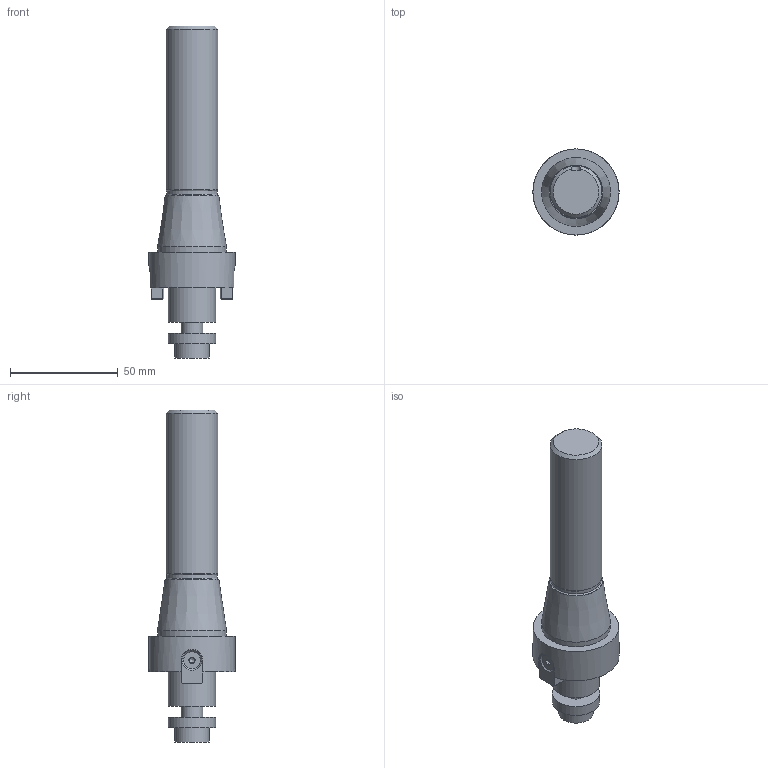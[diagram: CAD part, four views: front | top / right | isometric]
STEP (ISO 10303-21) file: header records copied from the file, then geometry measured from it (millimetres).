
FILE_DESCRIPTION(/* description */ ('3-D model version:1'),/* implementation_level */ '2;1');
FILE_NAME(/* name */ '392.R8.05-22020',/* time_stamp */ '2016-12-02T13:58:48',/* author */ ('InteractiveCad'),/* organization */ ('AB Sandvik Coromant'),/* preprocessor_version */ 'ST-DEVELOPER v15',/* originating_system */ 'SIEMENS PLM Software NX 8.5',/* authorization */ '');
FILE_SCHEMA(('AUTOMOTIVE_DESIGN'));
Length unit declared in the file: millimetre
Products named in the file (1): 392_R8_05_22020_SIM
Bounding box: 40 x 40 x 154.1 mm (x, y, z)
Volume: 83325.7 mm3; surface area: 16421.9 mm2
Topology: 1 solids, 3 shells, 119 faces, 276 edges, 165 vertices
Faces by surface type: plane 72, cone 23, cylinder 21, torus 3
Full cylindrical faces by diameter (mm): 4 x2, 4.6 x2, 7.8 x2, 9.4 x2, 10 x1, 16 x1, 22 x2, 23.5 x1, 32 x1, 40 x1
Entity records: 3286 total; most frequent: CARTESIAN_POINT 675, DIRECTION 535, ORIENTED_EDGE 474, EDGE_CURVE 237, AXIS2_PLACEMENT_3D 199, EDGE_LOOP 153, VERTEX_POINT 152, LINE 137
